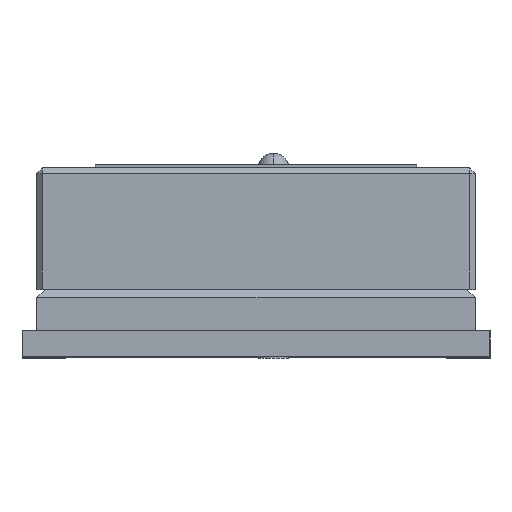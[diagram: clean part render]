
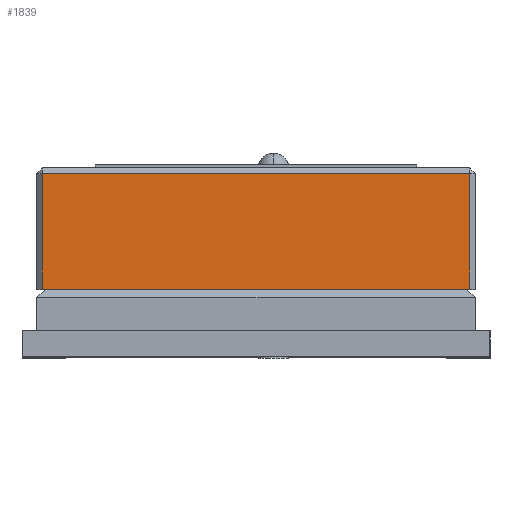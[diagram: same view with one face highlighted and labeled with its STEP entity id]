
A CAD part, top view. The second image highlights one B-rep face of the part: STEP entity #1839.
In plain terms, the highlighted planar face has unit normal (0, 0, 1).
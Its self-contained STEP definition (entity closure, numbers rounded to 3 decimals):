
#133 = CARTESIAN_POINT ( 'NONE',  ( -7.5, 34.113, 7.5 ) ) ;
#324 = CARTESIAN_POINT ( 'NONE',  ( -7.3, 34.113, 7.5 ) ) ;
#389 = CARTESIAN_POINT ( 'NONE',  ( 7.3, 2.3, 7.5 ) ) ;
#662 = VECTOR ( 'NONE', #3708, 1000. ) ;
#1003 = VERTEX_POINT ( 'NONE', #389 ) ;
#1122 = ORIENTED_EDGE ( 'NONE', *, *, #1236, .T. ) ;
#1216 = VECTOR ( 'NONE', #3594, 1000. ) ;
#1236 = EDGE_CURVE ( 'NONE', #4482, #1003, #1357, .T. ) ;
#1348 = VERTEX_POINT ( 'NONE', #1450 ) ;
#1357 = LINE ( 'NONE', #4564, #2930 ) ;
#1450 = CARTESIAN_POINT ( 'NONE',  ( -7.3, 6.25, 7.5 ) ) ;
#1550 = CARTESIAN_POINT ( 'NONE',  ( 7.3, 34.113, 7.5 ) ) ;
#1839 = ADVANCED_FACE ( 'NONE', ( #4500 ), #4154, .F. ) ;
#2009 = EDGE_CURVE ( 'NONE', #1003, #4022, #2343, .T. ) ;
#2013 = EDGE_LOOP ( 'NONE', ( #1122, #3793, #4073, #2367 ) ) ;
#2303 = EDGE_CURVE ( 'NONE', #4022, #1348, #4464, .T. ) ;
#2343 = LINE ( 'NONE', #1550, #2628 ) ;
#2367 = ORIENTED_EDGE ( 'NONE', *, *, #4349, .T. ) ;
#2459 = LINE ( 'NONE', #324, #1216 ) ;
#2547 = AXIS2_PLACEMENT_3D ( 'NONE', #133, #2731, #4225 ) ;
#2628 = VECTOR ( 'NONE', #3439, 1000. ) ;
#2731 = DIRECTION ( 'NONE',  ( 0., 0., -1. ) ) ;
#2742 = DIRECTION ( 'NONE',  ( 1., 0., 0. ) ) ;
#2852 = CARTESIAN_POINT ( 'NONE',  ( 7.3, 6.25, 7.5 ) ) ;
#2930 = VECTOR ( 'NONE', #2742, 1000. ) ;
#2992 = CARTESIAN_POINT ( 'NONE',  ( -7.3, 2.3, 7.5 ) ) ;
#3052 = CARTESIAN_POINT ( 'NONE',  ( -7.5, 6.25, 7.5 ) ) ;
#3439 = DIRECTION ( 'NONE',  ( 0., 1., 0. ) ) ;
#3594 = DIRECTION ( 'NONE',  ( 0., -1., 0. ) ) ;
#3708 = DIRECTION ( 'NONE',  ( -1., 0., 0. ) ) ;
#3793 = ORIENTED_EDGE ( 'NONE', *, *, #2009, .T. ) ;
#4022 = VERTEX_POINT ( 'NONE', #2852 ) ;
#4073 = ORIENTED_EDGE ( 'NONE', *, *, #2303, .T. ) ;
#4154 = PLANE ( 'NONE',  #2547 ) ;
#4225 = DIRECTION ( 'NONE',  ( -1., 0., 0. ) ) ;
#4349 = EDGE_CURVE ( 'NONE', #1348, #4482, #2459, .T. ) ;
#4464 = LINE ( 'NONE', #3052, #662 ) ;
#4482 = VERTEX_POINT ( 'NONE', #2992 ) ;
#4500 = FACE_OUTER_BOUND ( 'NONE', #2013, .T. ) ;
#4564 = CARTESIAN_POINT ( 'NONE',  ( -7.5, 2.3, 7.5 ) ) ;
